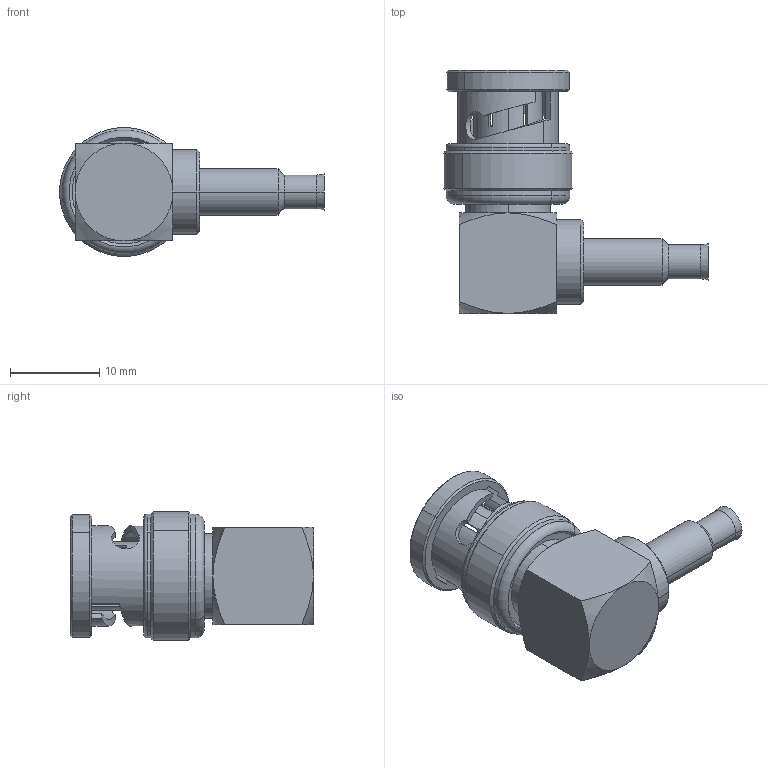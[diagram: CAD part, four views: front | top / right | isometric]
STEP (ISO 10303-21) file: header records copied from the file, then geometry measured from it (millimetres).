
FILE_DESCRIPTION((''),'2;1');
FILE_NAME('112179_SW0001','2020-09-17T11:33:08',('Clement'),(''),'CREO PARAMETRIC BY PTC INC, 2019444','CREO PARAMETRIC BY PTC INC, 2019444','');
FILE_SCHEMA(('CONFIG_CONTROL_DESIGN'));
Length unit declared in the file: millimetre
Products named in the file (1): 112179_SW0001
Bounding box: 29.72 x 27.3 x 14.44 mm (x, y, z)
Volume: 3206.1 mm3; surface area: 2651.1 mm2
Topology: 1 solids, 1 shells, 159 faces, 388 edges, 240 vertices
Faces by surface type: plane 49, cylinder 48, cone 46, torus 12, bspline 4
Entity records: 5474 total; most frequent: CARTESIAN_POINT 1701, DIRECTION 798, ORIENTED_EDGE 776, EDGE_CURVE 388, AXIS2_PLACEMENT_3D 323, VERTEX_POINT 240, EDGE_LOOP 172, CIRCLE 168
